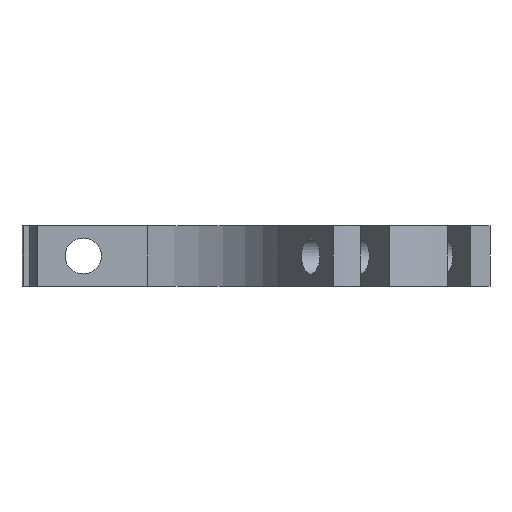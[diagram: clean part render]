
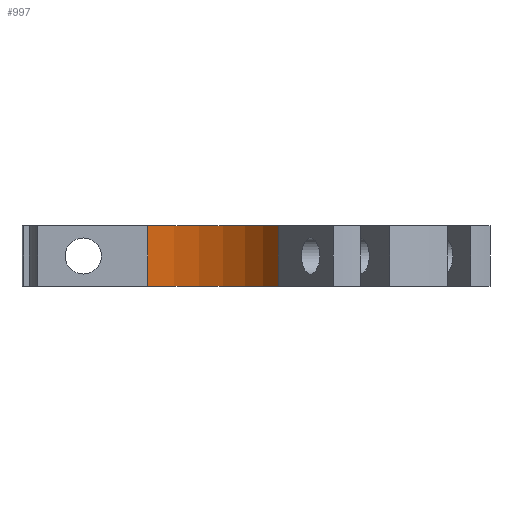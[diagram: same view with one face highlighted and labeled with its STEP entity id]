
A CAD part, left-side view. The second image highlights one B-rep face of the part: STEP entity #997.
In plain terms, the highlighted cylindrical face has radius 25 mm (diameter 50 mm), a partial arc.
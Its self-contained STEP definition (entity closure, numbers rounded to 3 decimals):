
#81=FACE_OUTER_BOUND('',#133,.T.);
#133=EDGE_LOOP('',(#735,#736,#737,#738));
#211=LINE('',#1554,#307);
#212=LINE('',#1557,#308);
#307=VECTOR('',#1268,10.);
#308=VECTOR('',#1271,10.);
#409=CIRCLE('',#1099,25.);
#410=CIRCLE('',#1100,25.);
#465=VERTEX_POINT('',#1550);
#466=VERTEX_POINT('',#1551);
#467=VERTEX_POINT('',#1553);
#468=VERTEX_POINT('',#1555);
#575=EDGE_CURVE('',#465,#466,#409,.T.);
#576=EDGE_CURVE('',#466,#467,#211,.T.);
#577=EDGE_CURVE('',#467,#468,#410,.T.);
#578=EDGE_CURVE('',#468,#465,#212,.T.);
#735=ORIENTED_EDGE('',*,*,#575,.T.);
#736=ORIENTED_EDGE('',*,*,#576,.T.);
#737=ORIENTED_EDGE('',*,*,#577,.T.);
#738=ORIENTED_EDGE('',*,*,#578,.T.);
#971=CYLINDRICAL_SURFACE('',#1098,25.);
#997=ADVANCED_FACE('',(#81),#971,.F.);
#1098=AXIS2_PLACEMENT_3D('',#1549,#1264,#1265);
#1099=AXIS2_PLACEMENT_3D('',#1552,#1266,#1267);
#1100=AXIS2_PLACEMENT_3D('',#1556,#1269,#1270);
#1264=DIRECTION('center_axis',(0.,0.,-1.));
#1265=DIRECTION('ref_axis',(0.866,-0.5,0.));
#1266=DIRECTION('center_axis',(0.,0.,1.));
#1267=DIRECTION('ref_axis',(0.866,-0.5,0.));
#1268=DIRECTION('',(0.,0.,-1.));
#1269=DIRECTION('center_axis',(0.,0.,-1.));
#1270=DIRECTION('ref_axis',(0.866,-0.5,0.));
#1271=DIRECTION('',(0.,0.,1.));
#1549=CARTESIAN_POINT('Origin',(-40.,23.094,10.));
#1550=CARTESIAN_POINT('',(-27.5,1.443,10.));
#1551=CARTESIAN_POINT('',(-15.,23.094,10.));
#1552=CARTESIAN_POINT('Origin',(-40.,23.094,10.));
#1553=CARTESIAN_POINT('',(-15.,23.094,0.));
#1554=CARTESIAN_POINT('',(-15.,23.094,10.));
#1555=CARTESIAN_POINT('',(-27.5,1.443,0.));
#1556=CARTESIAN_POINT('Origin',(-40.,23.094,0.));
#1557=CARTESIAN_POINT('',(-27.5,1.443,10.));
